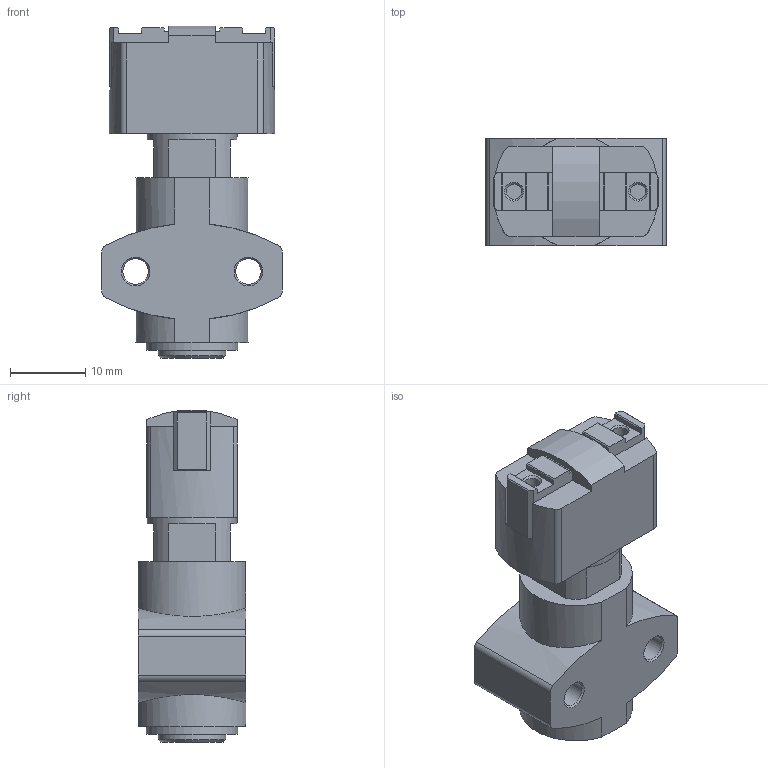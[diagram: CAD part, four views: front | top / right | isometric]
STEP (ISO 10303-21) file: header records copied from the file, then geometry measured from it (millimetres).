
FILE_DESCRIPTION(/* description */ ('STEP AP214'),/* implementation_level */ '2;1');
FILE_NAME(/* name */ '197562_HGPM-08-EZ-G6',/* time_stamp */ '2024-08-29T06:23:02+02:00',/* author */ ('License CC BY-ND 4.0'),/* organization */ ('CADENAS'),/* preprocessor_version */ 'ST-DEVELOPER v19.3',/* originating_system */ 'PARTsolutions',/* authorisation */ ' ');
FILE_SCHEMA (('AUTOMOTIVE_DESIGN {1 0 10303 214 3 1 1}'));
Length unit declared in the file: millimetre
Products named in the file (4): 197562 HGPM-08-EZ-G6---(5_geschlossen); 197562 HGPM-08-EZ-G6---(ZYL_5_geschlossen); 1975xx HGPM-08-EO-G6---(JAW); 1975xx HGPM-08-EO-G6---(0)
Assembly tree (4 placements, depth 2):
  197562 HGPM-08-EZ-G6---(5_geschlossen)
    197562 HGPM-08-EZ-G6---(ZYL_5_geschlossen)
    1975xx HGPM-08-EO-G6---(JAW)  x2
    1975xx HGPM-08-EO-G6---(0)
Bounding box: 24 x 14.3 x 44.15 mm (x, y, z)
Volume: 8530.7 mm3; surface area: 5283.2 mm2
Topology: 4 solids, 4 shells, 172 faces, 450 edges, 295 vertices
Faces by surface type: plane 130, cylinder 31, cone 11
Full cylindrical faces by diameter (mm): 2.013 x2, 2.459 x1, 3.4 x2, 9 x1, 12 x1, 12.155 x1
Entity records: 4716 total; most frequent: CARTESIAN_POINT 766, DIRECTION 718, ORIENTED_EDGE 704, EDGE_CURVE 352, LINE 272, VECTOR 272, VERTEX_POINT 241, AXIS2_PLACEMENT_3D 223
